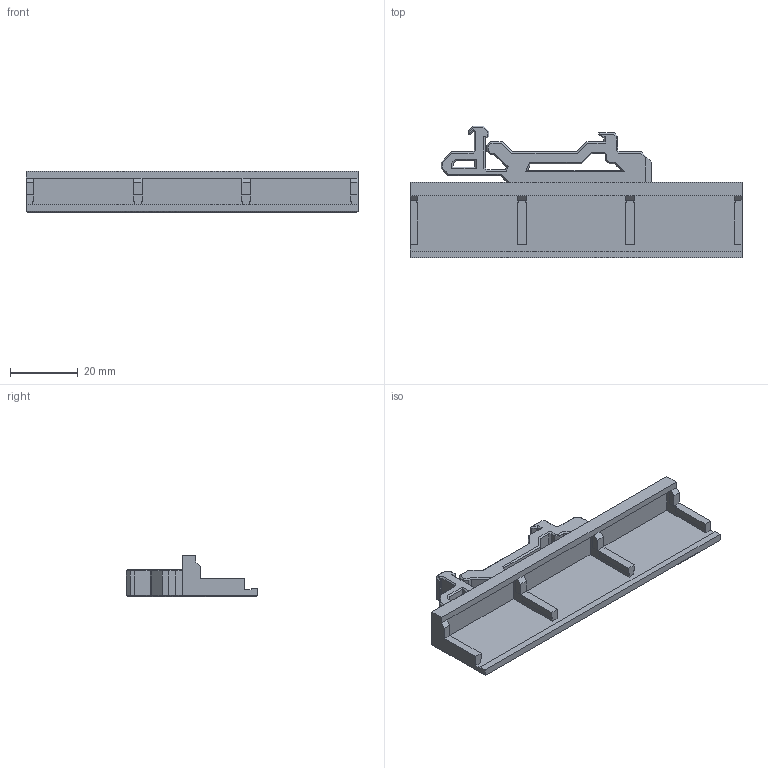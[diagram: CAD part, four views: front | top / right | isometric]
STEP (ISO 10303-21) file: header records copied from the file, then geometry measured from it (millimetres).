
FILE_DESCRIPTION(/* description */ (''),/* implementation_level */ '2;1');
FILE_NAME(/* name */ 'WAGO_221-413_mount-3x5-DIN v4.step',/* time_stamp */ '2022-01-31T01:11:33-05:00',/* author */ (''),/* organization */ (''),/* preprocessor_version */ 'ST-DEVELOPER v18.1',/* originating_system */ 'Autodesk Translation Framework v10.10.0.1391',/* authorisation */ '');
FILE_SCHEMA (('AUTOMOTIVE_DESIGN { 1 0 10303 214 3 1 1 }'));
Length unit declared in the file: millimetre
Products named in the file (2): WAGO_221-413_mount-3x5-DIN; Component1
Assembly tree (1 placements, depth 2):
  WAGO_221-413_mount-3x5-DIN
    Component1
Bounding box: 97.85 x 38.85 x 12.2 mm (x, y, z)
Volume: 11294 mm3; surface area: 10339.5 mm2
Topology: 1 solids, 1 shells, 260 faces, 637 edges, 381 vertices
Faces by surface type: plane 256, cone 2, cylinder 2
Full cylindrical faces by diameter (mm): 1.9 x2
Entity records: 7463 total; most frequent: CARTESIAN_POINT 1281, ORIENTED_EDGE 1274, DIRECTION 1169, EDGE_CURVE 637, LINE 631, VECTOR 631, VERTEX_POINT 381, AXIS2_PLACEMENT_3D 269
